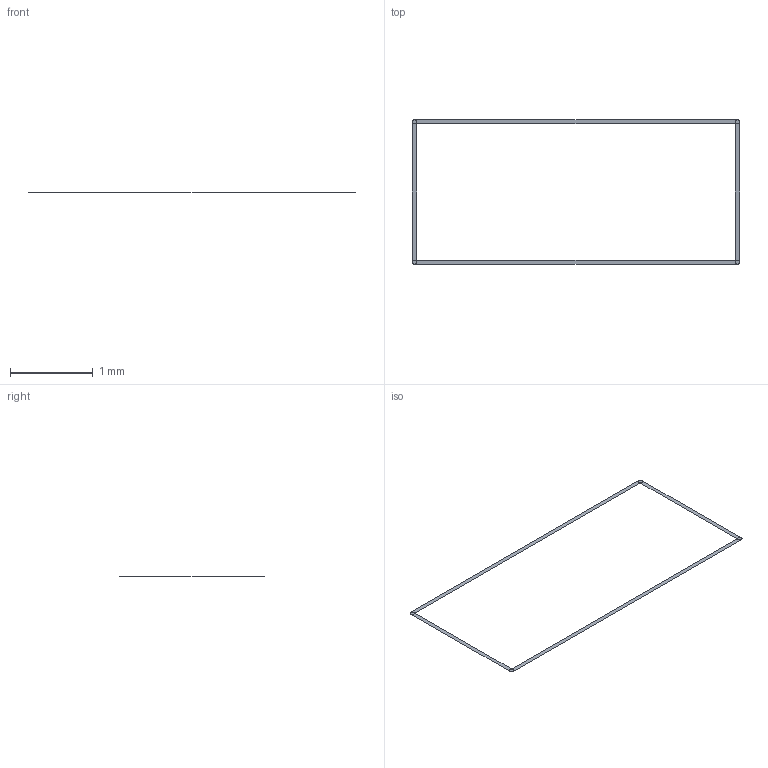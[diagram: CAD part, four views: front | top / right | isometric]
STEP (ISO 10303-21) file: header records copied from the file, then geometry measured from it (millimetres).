
FILE_DESCRIPTION(('FreeCAD Model'),'2;1');
FILE_NAME( 'parts/3DModels/LED_0805/FCrtYd.step' ,'2017-11-29T12:38:59',('kicad StepUp'),('ksu MCAD'), 'Open CASCADE STEP processor 6.8','FreeCAD','Unknown');
FILE_SCHEMA(('AUTOMOTIVE_DESIGN_CC2 { 1 2 10303 214 -1 1 5 4 }'));
Length unit declared in the file: millimetre
Products named in the file (1): FCrtYd
Bounding box: 3.95 x 1.75 x 0 mm (x, y, z)
Surface area: 0.6 mm2 (no closed solid volume)
Topology: 0 solids, 4 shells, 4 faces, 16 edges, 16 vertices
Faces by surface type: plane 4
Entity records: 230 total; most frequent: CARTESIAN_POINT 37, DIRECTION 34, ORIENTED_EDGE 16, EDGE_CURVE 16, VERTEX_POINT 16, AXIS2_PLACEMENT_3D 13, LINE 8, VECTOR 8
